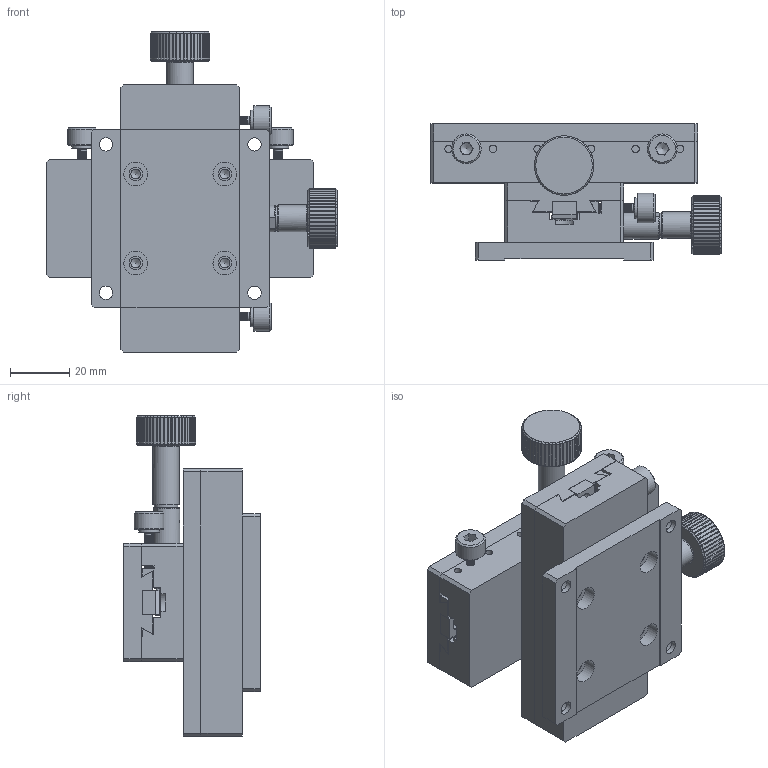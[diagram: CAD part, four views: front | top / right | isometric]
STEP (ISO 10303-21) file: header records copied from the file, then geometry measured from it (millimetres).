
FILE_DESCRIPTION (( 'STEP AP203' ), '1' );
FILE_NAME ('528830.STEP', '2024-10-16T02:12:27', ( 'Windows User' ), ( 'P R C' ), 'SwSTEP 2.0', 'SolidWorks 2020', '' );
FILE_SCHEMA (( 'CONFIG_CONTROL_DESIGN' ));
Products named in the file (1): 528830
Bounding box: 97.9 x 46 x 107.9 mm (x, y, z)
Volume: 164330 mm3; surface area: 78565.1 mm2
Topology: 25 solids, 25 shells, 1588 faces, 4078 edges, 2566 vertices
Faces by surface type: plane 912, cylinder 342, cone 258, bspline 76
Full cylindrical faces by diameter (mm): 2.05 x6, 2.5 x24, 2.8 x4, 2.9 x2, 2.95 x88, 3 x4, 3.3 x28, 4 x4, 4.1 x4, 4.5 x16, 5 x2, 7 x4, 7.4 x2, 8 x20, 9 x4, 10 x4
Entity records: 225191 total; most frequent: CARTESIAN_POINT 191121, ORIENTED_EDGE 7132, DIRECTION 6538, EDGE_CURVE 3566, VERTEX_POINT 2326, AXIS2_PLACEMENT_3D 2235, LINE 2068, VECTOR 2068
